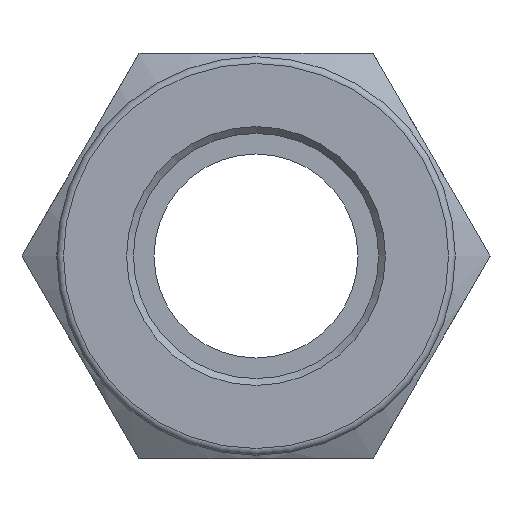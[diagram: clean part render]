
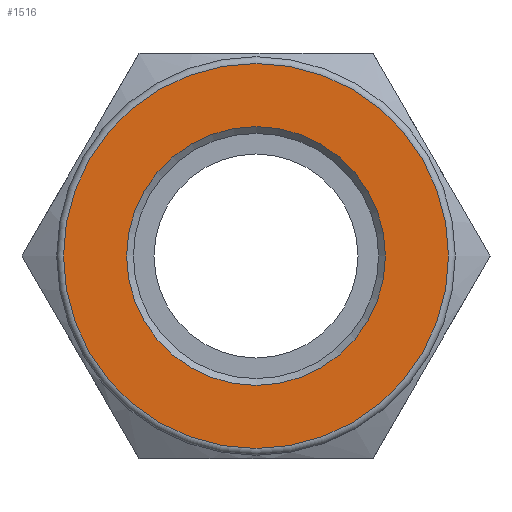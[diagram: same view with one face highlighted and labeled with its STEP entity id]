
A CAD part, left-side view. The second image highlights one B-rep face of the part: STEP entity #1516.
In plain terms, the highlighted planar face has unit normal (-1, 0, 0).
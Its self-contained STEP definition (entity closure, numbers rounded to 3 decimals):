
#28=FACE_BOUND('',#330,.T.);
#89=CIRCLE('',#1668,9.575);
#90=CIRCLE('',#1670,14.25);
#229=FACE_OUTER_BOUND('',#329,.T.);
#329=EDGE_LOOP('',(#1236));
#330=EDGE_LOOP('',(#1237));
#691=VERTEX_POINT('',#2608);
#692=VERTEX_POINT('',#2612);
#886=EDGE_CURVE('',#691,#691,#89,.T.);
#887=EDGE_CURVE('',#692,#692,#90,.T.);
#1236=ORIENTED_EDGE('',*,*,#887,.F.);
#1237=ORIENTED_EDGE('',*,*,#886,.T.);
#1448=PLANE('',#1669);
#1516=ADVANCED_FACE('',(#229,#28),#1448,.T.);
#1668=AXIS2_PLACEMENT_3D('',#2610,#1966,#1967);
#1669=AXIS2_PLACEMENT_3D('',#2611,#1968,#1969);
#1670=AXIS2_PLACEMENT_3D('',#2613,#1970,#1971);
#1966=DIRECTION('center_axis',(1.,0.,0.));
#1967=DIRECTION('ref_axis',(0.,0.,-1.));
#1968=DIRECTION('center_axis',(-1.,0.,0.));
#1969=DIRECTION('ref_axis',(0.,0.,1.));
#1970=DIRECTION('center_axis',(1.,0.,0.));
#1971=DIRECTION('ref_axis',(0.,0.,-1.));
#2608=CARTESIAN_POINT('',(0.001,-9.575,0.));
#2610=CARTESIAN_POINT('Origin',(0.001,0.,
0.));
#2611=CARTESIAN_POINT('Origin',(0.001,14.25,0.));
#2612=CARTESIAN_POINT('',(0.001,0.,14.25));
#2613=CARTESIAN_POINT('Origin',(0.001,0.,
0.));
